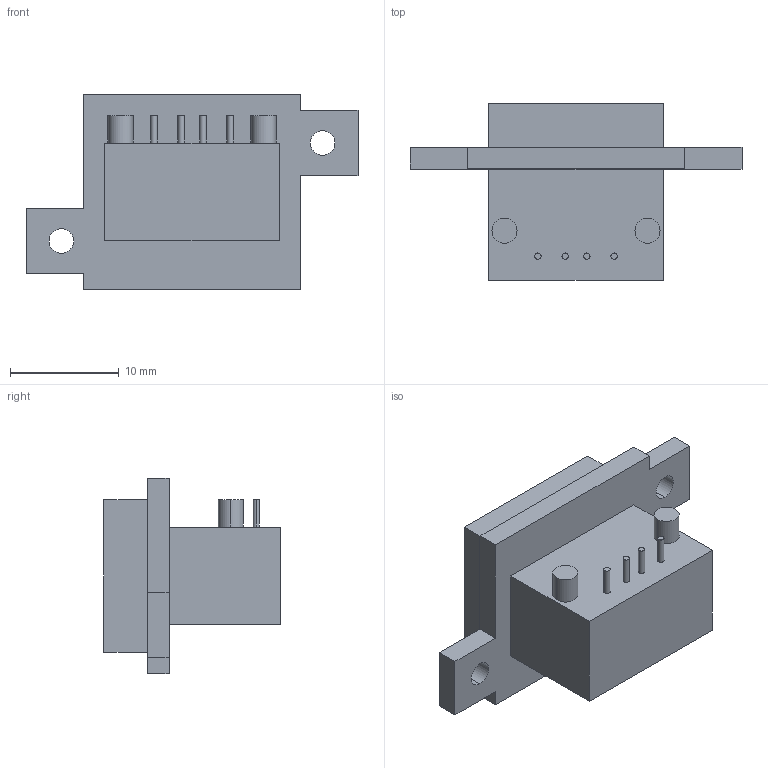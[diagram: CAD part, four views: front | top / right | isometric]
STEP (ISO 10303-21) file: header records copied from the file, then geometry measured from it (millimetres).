
FILE_DESCRIPTION (( 'STEP AP214' ), '1' );
FILE_NAME ('Amphenol_1USB_typeA.STEP', '2009-02-25T20:57:13', ( '' ), ( '' ), 'SwSTEP 2.0', 'SolidWorks 2007', '' );
FILE_SCHEMA (( 'AUTOMOTIVE_DESIGN' ));
Length unit declared in the file: millimetre
Products named in the file (1): Amphenol_1USB_typeA
Bounding box: 30.5 x 16.2 x 18 mm (x, y, z)
Volume: 2998.2 mm3; surface area: 2088.7 mm2
Topology: 1 solids, 1 shells, 56 faces, 132 edges, 88 vertices
Faces by surface type: plane 40, cylinder 16
Entity records: 1683 total; most frequent: DIRECTION 278, CARTESIAN_POINT 277, ORIENTED_EDGE 264, EDGE_CURVE 132, VECTOR 100, LINE 100, AXIS2_PLACEMENT_3D 89, VERTEX_POINT 88
